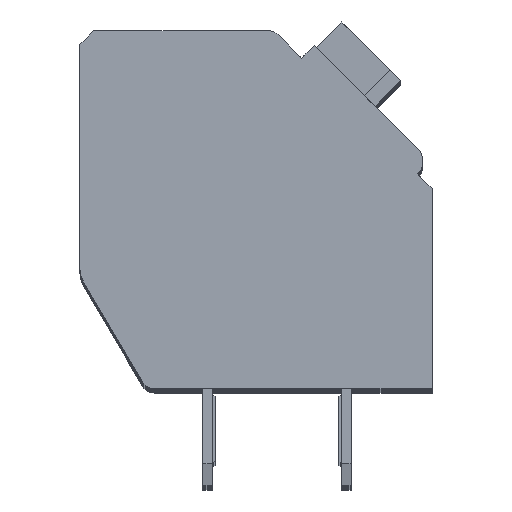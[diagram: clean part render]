
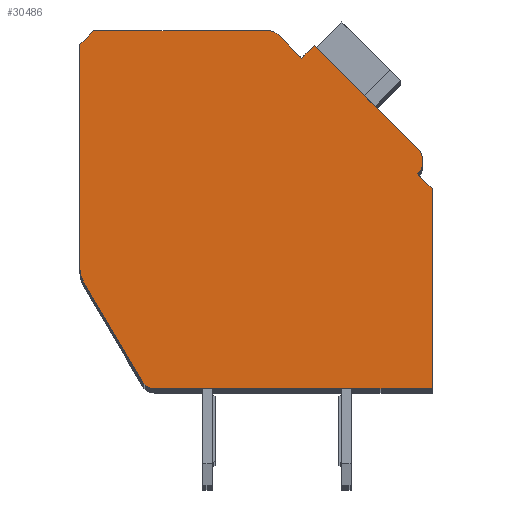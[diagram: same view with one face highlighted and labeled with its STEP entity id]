
A CAD part, top view. The second image highlights one B-rep face of the part: STEP entity #30486.
In plain terms, the highlighted planar face has unit normal (0, 0, 1).
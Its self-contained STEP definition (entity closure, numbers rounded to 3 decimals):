
#1005=DIRECTION('',(0.,-1.,0.));
#1006=VECTOR('',#1005,8.053);
#1007=CARTESIAN_POINT('',(-12.7,12.4,2.1));
#1008=LINE('',#1007,#1006);
#1009=DIRECTION('',(-0.707,-0.707,0.));
#1010=VECTOR('',#1009,0.707);
#1011=CARTESIAN_POINT('',(-12.2,12.9,2.1));
#1012=LINE('',#1011,#1010);
#1013=DIRECTION('',(-1.,0.,0.));
#1014=VECTOR('',#1013,6.298);
#1015=CARTESIAN_POINT('',(-5.902,12.9,2.1));
#1016=LINE('',#1015,#1014);
#1017=CARTESIAN_POINT('',(-5.902,12.4,2.1));
#1018=DIRECTION('',(0.,0.,1.));
#1019=DIRECTION('',(0.707,0.707,0.));
#1020=AXIS2_PLACEMENT_3D('',#1017,#1018,#1019);
#1022=DIRECTION('',(-0.707,0.707,0.));
#1023=VECTOR('',#1022,1.197);
#1024=CARTESIAN_POINT('',(-4.702,11.907,2.1));
#1025=LINE('',#1024,#1023);
#1026=DIRECTION('',(-0.707,-0.707,0.));
#1027=VECTOR('',#1026,0.65);
#1028=CARTESIAN_POINT('',(-4.243,12.367,2.1));
#1029=LINE('',#1028,#1027);
#1030=DIRECTION('',(-0.707,0.707,0.));
#1031=VECTOR('',#1030,5.25);
#1032=CARTESIAN_POINT('',(-0.53,8.655,2.1));
#1033=LINE('',#1032,#1031);
#1034=CARTESIAN_POINT('',(-0.99,8.195,2.1));
#1035=DIRECTION('',(0.,0.,1.));
#1036=DIRECTION('',(0.707,-0.707,0.));
#1037=AXIS2_PLACEMENT_3D('',#1034,#1035,#1036);
#1039=DIRECTION('',(-0.707,0.707,0.));
#1040=VECTOR('',#1039,0.75);
#1041=CARTESIAN_POINT('',(0.,7.205,2.1));
#1042=LINE('',#1041,#1040);
#1043=DIRECTION('',(0.,1.,0.));
#1044=VECTOR('',#1043,7.205);
#1045=CARTESIAN_POINT('',(0.,0.,2.1));
#1046=LINE('',#1045,#1044);
#1047=DIRECTION('',(1.,0.,0.));
#1048=VECTOR('',#1047,10.014);
#1049=CARTESIAN_POINT('',(-10.014,0.,2.1));
#1050=LINE('',#1049,#1048);
#1051=CARTESIAN_POINT('',(-10.014,0.5,2.1));
#1052=DIRECTION('',(0.,0.,1.));
#1053=DIRECTION('',(-0.862,-0.508,0.));
#1054=AXIS2_PLACEMENT_3D('',#1051,#1052,#1053);
#1056=DIRECTION('',(0.508,-0.862,0.));
#1057=VECTOR('',#1056,4.17);
#1058=CARTESIAN_POINT('',(-12.562,3.839,2.1));
#1059=LINE('',#1058,#1057);
#1060=CARTESIAN_POINT('',(-11.7,4.347,2.1));
#1061=DIRECTION('',(0.,0.,1.));
#1062=DIRECTION('',(-1.,0.,0.));
#1063=AXIS2_PLACEMENT_3D('',#1060,#1061,#1062);
#22537=CARTESIAN_POINT('',(-12.7,12.4,2.1));
#22538=CARTESIAN_POINT('',(-12.7,4.347,2.1));
#22539=VERTEX_POINT('',#22537);
#22540=VERTEX_POINT('',#22538);
#22541=CARTESIAN_POINT('',(-12.562,3.839,2.1));
#22542=VERTEX_POINT('',#22541);
#22543=CARTESIAN_POINT('',(-10.445,0.246,2.1));
#22544=VERTEX_POINT('',#22543);
#22545=CARTESIAN_POINT('',(-10.014,0.,2.1));
#22546=VERTEX_POINT('',#22545);
#22547=CARTESIAN_POINT('',(0.,0.,2.1));
#22548=VERTEX_POINT('',#22547);
#22549=CARTESIAN_POINT('',(0.,7.205,2.1));
#22550=VERTEX_POINT('',#22549);
#22551=CARTESIAN_POINT('',(-0.53,7.735,2.1));
#22552=VERTEX_POINT('',#22551);
#22553=CARTESIAN_POINT('',(-0.53,8.655,2.1));
#22554=VERTEX_POINT('',#22553);
#22555=CARTESIAN_POINT('',(-4.243,12.367,2.1));
#22556=VERTEX_POINT('',#22555);
#22557=CARTESIAN_POINT('',(-4.702,11.907,2.1));
#22558=VERTEX_POINT('',#22557);
#22559=CARTESIAN_POINT('',(-5.548,12.754,2.1));
#22560=VERTEX_POINT('',#22559);
#22561=CARTESIAN_POINT('',(-5.902,12.9,2.1));
#22562=VERTEX_POINT('',#22561);
#22563=CARTESIAN_POINT('',(-12.2,12.9,2.1));
#22564=VERTEX_POINT('',#22563);
#30454=CARTESIAN_POINT('',(0.,0.,2.1));
#30455=DIRECTION('',(0.,0.,1.));
#30456=DIRECTION('',(1.,0.,0.));
#30457=AXIS2_PLACEMENT_3D('',#30454,#30455,#30456);
#30458=PLANE('',#30457);
#30459=ORIENTED_EDGE('',*,*,#29477,.F.);
#30461=ORIENTED_EDGE('',*,*,#30460,.F.);
#30463=ORIENTED_EDGE('',*,*,#30462,.F.);
#30465=ORIENTED_EDGE('',*,*,#30464,.F.);
#30467=ORIENTED_EDGE('',*,*,#30466,.F.);
#30469=ORIENTED_EDGE('',*,*,#30468,.F.);
#30471=ORIENTED_EDGE('',*,*,#30470,.F.);
#30473=ORIENTED_EDGE('',*,*,#30472,.F.);
#30475=ORIENTED_EDGE('',*,*,#30474,.F.);
#30477=ORIENTED_EDGE('',*,*,#30476,.F.);
#30479=ORIENTED_EDGE('',*,*,#30478,.F.);
#30481=ORIENTED_EDGE('',*,*,#30480,.F.);
#30482=ORIENTED_EDGE('',*,*,#30089,.F.);
#30483=ORIENTED_EDGE('',*,*,#29697,.F.);
#30484=EDGE_LOOP('',(#30459,#30461,#30463,#30465,#30467,#30469,#30471,#30473,
#30475,#30477,#30479,#30481,#30482,#30483));
#30485=FACE_OUTER_BOUND('',#30484,.F.);
#1021=CIRCLE('',#1020,0.5);
#1038=CIRCLE('',#1037,0.65);
#1055=CIRCLE('',#1054,0.5);
#1064=CIRCLE('',#1063,1.);
#29477=EDGE_CURVE('',#22539,#22540,#1008,.T.);
#29697=EDGE_CURVE('',#22540,#22542,#1064,.T.);
#30089=EDGE_CURVE('',#22542,#22544,#1059,.T.);
#30460=EDGE_CURVE('',#22564,#22539,#1012,.T.);
#30462=EDGE_CURVE('',#22562,#22564,#1016,.T.);
#30464=EDGE_CURVE('',#22560,#22562,#1021,.T.);
#30466=EDGE_CURVE('',#22558,#22560,#1025,.T.);
#30468=EDGE_CURVE('',#22556,#22558,#1029,.T.);
#30470=EDGE_CURVE('',#22554,#22556,#1033,.T.);
#30472=EDGE_CURVE('',#22552,#22554,#1038,.T.);
#30474=EDGE_CURVE('',#22550,#22552,#1042,.T.);
#30476=EDGE_CURVE('',#22548,#22550,#1046,.T.);
#30478=EDGE_CURVE('',#22546,#22548,#1050,.T.);
#30480=EDGE_CURVE('',#22544,#22546,#1055,.T.);
#30486=ADVANCED_FACE('',(#30485),#30458,.T.);
